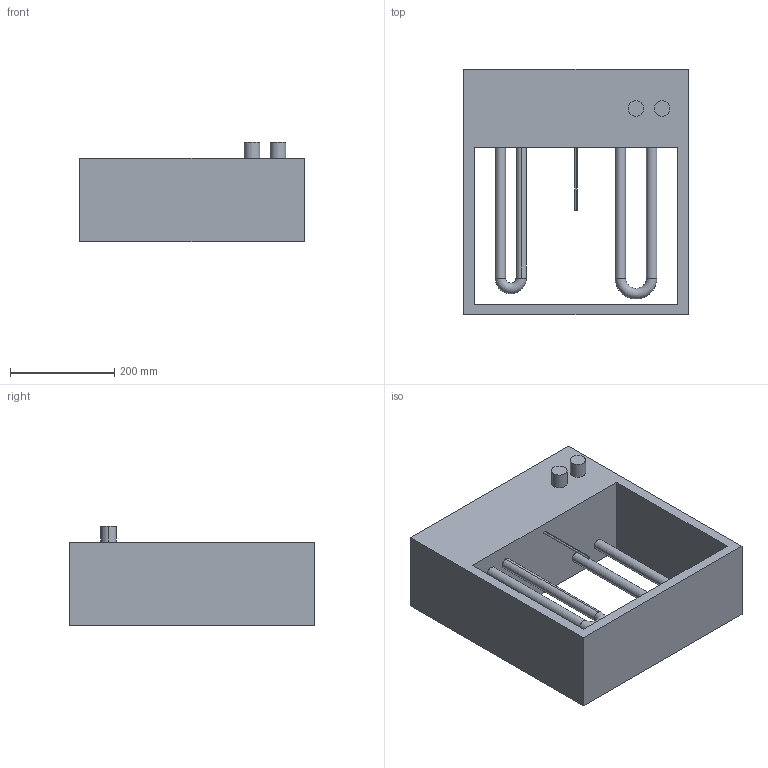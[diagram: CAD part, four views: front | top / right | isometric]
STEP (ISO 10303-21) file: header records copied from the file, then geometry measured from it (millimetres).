
FILE_DESCRIPTION (( 'STEP AP214' ), '1' );
FILE_NAME ('M4512H-V EH-PH.STEP', '2024-09-13T08:56:01', ( '' ), ( '' ), 'SwSTEP 2.0', 'SolidWorks 2023', '' );
FILE_SCHEMA (( 'AUTOMOTIVE_DESIGN' ));
Length unit declared in the file: millimetre
Products named in the file (1): M4512H-V   EH-PH
Bounding box: 430 x 470 x 190 mm (x, y, z)
Volume: 14024275 mm3; surface area: 757984.6 mm2
Topology: 1 solids, 1 shells, 31 faces, 72 edges, 46 vertices
Faces by surface type: cylinder 14, plane 13, torus 4
Entity records: 927 total; most frequent: DIRECTION 170, CARTESIAN_POINT 150, ORIENTED_EDGE 144, EDGE_CURVE 72, AXIS2_PLACEMENT_3D 66, VERTEX_POINT 46, EDGE_LOOP 40, LINE 38
